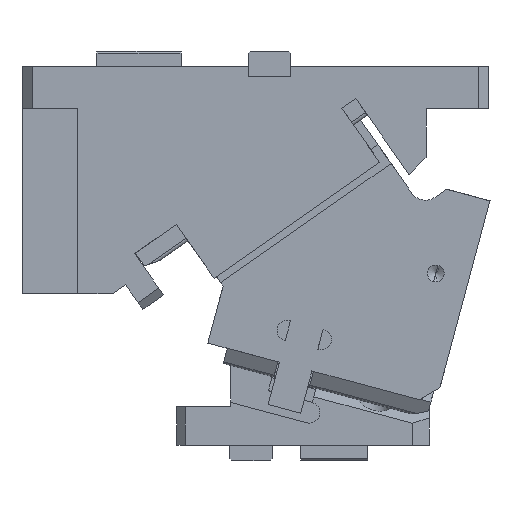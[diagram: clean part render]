
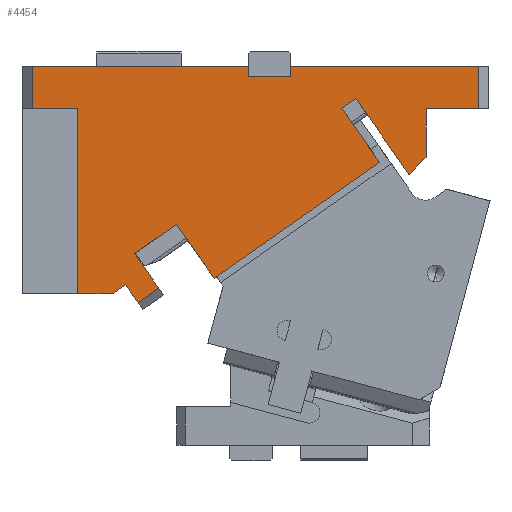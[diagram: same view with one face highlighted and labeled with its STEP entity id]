
A CAD part, front view. The second image highlights one B-rep face of the part: STEP entity #4454.
In plain terms, the highlighted planar face has unit normal (0, -1, 0).
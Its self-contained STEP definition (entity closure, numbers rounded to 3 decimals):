
#57=CARTESIAN_POINT('Line Origine',(-114.766,-42.5,-11.516)) ;
#61=CARTESIAN_POINT('Vertex',(-163.915,-42.5,-45.931)) ;
#63=CARTESIAN_POINT('Vertex',(-65.617,-42.5,22.898)) ;
#228=CARTESIAN_POINT('Line Origine',(-175.1,-42.5,-29.957)) ;
#232=CARTESIAN_POINT('Vertex',(-186.285,-42.5,-13.984)) ;
#494=CARTESIAN_POINT('Line Origine',(-198.699,-42.5,-22.676)) ;
#498=CARTESIAN_POINT('Vertex',(-211.113,-42.5,-31.369)) ;
#589=CARTESIAN_POINT('Vertex',(-79.639,-42.5,60.69)) ;
#592=CARTESIAN_POINT('Line Origine',(-83.813,-42.5,57.768)) ;
#596=CARTESIAN_POINT('Vertex',(-87.986,-42.5,54.845)) ;
#1515=CARTESIAN_POINT('Vertex',(-143.49,-42.5,73.72)) ;
#1518=CARTESIAN_POINT('Line Origine',(-130.99,-42.5,73.72)) ;
#1522=CARTESIAN_POINT('Vertex',(-118.49,-42.5,73.72)) ;
#1537=CARTESIAN_POINT('Line Origine',(-118.49,-42.5,76.72)) ;
#1541=CARTESIAN_POINT('Vertex',(-118.49,-42.5,79.72)) ;
#1561=CARTESIAN_POINT('Line Origine',(-62.74,-42.5,79.72)) ;
#1565=CARTESIAN_POINT('Vertex',(-6.99,-42.5,79.72)) ;
#1971=CARTESIAN_POINT('Vertex',(-37.99,-42.5,54.72)) ;
#1992=CARTESIAN_POINT('Vertex',(-6.99,-42.5,54.72)) ;
#1995=CARTESIAN_POINT('Line Origine',(-22.49,-42.5,54.72)) ;
#2072=CARTESIAN_POINT('Line Origine',(-37.99,-42.5,40.22)) ;
#2076=CARTESIAN_POINT('Vertex',(-37.99,-42.5,25.72)) ;
#2096=CARTESIAN_POINT('Line Origine',(-42.99,-42.5,20.72)) ;
#2100=CARTESIAN_POINT('Vertex',(-47.99,-42.5,15.72)) ;
#2120=CARTESIAN_POINT('Line Origine',(-48.07,-42.5,15.72)) ;
#2124=CARTESIAN_POINT('Vertex',(-48.151,-42.5,15.72)) ;
#2144=CARTESIAN_POINT('Line Origine',(-63.895,-42.5,38.205)) ;
#2930=CARTESIAN_POINT('Vertex',(-271.99,-42.5,54.72)) ;
#2933=CARTESIAN_POINT('Line Origine',(-271.99,-42.5,67.22)) ;
#2937=CARTESIAN_POINT('Vertex',(-271.99,-42.5,79.72)) ;
#3136=CARTESIAN_POINT('Vertex',(-244.99,-42.5,54.72)) ;
#3141=CARTESIAN_POINT('Line Origine',(-258.49,-42.5,54.72)) ;
#3212=CARTESIAN_POINT('Vertex',(-244.99,-42.5,-55.28)) ;
#3215=CARTESIAN_POINT('Line Origine',(-244.99,-42.5,-0.28)) ;
#3236=CARTESIAN_POINT('Vertex',(-196.774,-42.5,-51.848)) ;
#3241=CARTESIAN_POINT('Line Origine',(-202.917,-42.5,-56.15)) ;
#3245=CARTESIAN_POINT('Vertex',(-209.061,-42.5,-60.451)) ;
#3284=CARTESIAN_POINT('Line Origine',(-203.944,-42.5,-41.608)) ;
#3348=CARTESIAN_POINT('Vertex',(-216.518,-42.5,-49.802)) ;
#3351=CARTESIAN_POINT('Line Origine',(-212.789,-42.5,-55.127)) ;
#3365=CARTESIAN_POINT('Line Origine',(-220.429,-42.5,-52.541)) ;
#3369=CARTESIAN_POINT('Vertex',(-224.34,-42.5,-55.28)) ;
#3389=CARTESIAN_POINT('Line Origine',(-234.665,-42.5,-55.28)) ;
#3526=CARTESIAN_POINT('Line Origine',(-207.74,-42.5,79.72)) ;
#3530=CARTESIAN_POINT('Vertex',(-143.49,-42.5,79.72)) ;
#3722=CARTESIAN_POINT('Line Origine',(-143.49,-42.5,76.72)) ;
#4406=CARTESIAN_POINT('Line Origine',(-6.99,-42.5,67.22)) ;
#4418=CARTESIAN_POINT('Axis2P3D Location',(0.,-42.5,0.)) ;
#4423=CARTESIAN_POINT('Line Origine',(-76.802,-42.5,38.872)) ;
#58=DIRECTION('Vector Direction',(0.819,0.,0.574)) ;
#229=DIRECTION('Vector Direction',(0.574,0.,-0.819)) ;
#495=DIRECTION('Vector Direction',(0.819,0.,0.574)) ;
#593=DIRECTION('Vector Direction',(0.819,0.,0.574)) ;
#1519=DIRECTION('Vector Direction',(-1.,0.,0.)) ;
#1538=DIRECTION('Vector Direction',(0.,0.,1.)) ;
#1562=DIRECTION('Vector Direction',(-1.,0.,0.)) ;
#1996=DIRECTION('Vector Direction',(-1.,0.,0.)) ;
#2073=DIRECTION('Vector Direction',(0.,0.,-1.)) ;
#2097=DIRECTION('Vector Direction',(0.707,0.,0.707)) ;
#2121=DIRECTION('Vector Direction',(1.,0.,0.)) ;
#2145=DIRECTION('Vector Direction',(-0.574,0.,0.819)) ;
#2934=DIRECTION('Vector Direction',(0.,0.,-1.)) ;
#3142=DIRECTION('Vector Direction',(-1.,0.,0.)) ;
#3216=DIRECTION('Vector Direction',(0.,0.,1.)) ;
#3242=DIRECTION('Vector Direction',(0.819,0.,0.574)) ;
#3285=DIRECTION('Vector Direction',(0.574,0.,-0.819)) ;
#3352=DIRECTION('Vector Direction',(0.574,0.,-0.819)) ;
#3366=DIRECTION('Vector Direction',(0.819,0.,0.574)) ;
#3390=DIRECTION('Vector Direction',(1.,0.,0.)) ;
#3527=DIRECTION('Vector Direction',(-1.,0.,0.)) ;
#3723=DIRECTION('Vector Direction',(0.,0.,1.)) ;
#4407=DIRECTION('Vector Direction',(0.,0.,1.)) ;
#4419=DIRECTION('Axis2P3D Direction',(0.,1.,0.)) ;
#4420=DIRECTION('Axis2P3D XDirection',(0.,0.,1.)) ;
#4424=DIRECTION('Vector Direction',(-0.574,0.,0.819)) ;
#4421=AXIS2_PLACEMENT_3D('Plane Axis2P3D',#4418,#4419,#4420) ;
#4429=ORIENTED_EDGE('',*,*,#4410,.T.) ;
#4430=ORIENTED_EDGE('',*,*,#1567,.T.) ;
#4431=ORIENTED_EDGE('',*,*,#1543,.F.) ;
#4432=ORIENTED_EDGE('',*,*,#1524,.T.) ;
#4433=ORIENTED_EDGE('',*,*,#3726,.T.) ;
#4434=ORIENTED_EDGE('',*,*,#3532,.T.) ;
#4435=ORIENTED_EDGE('',*,*,#2939,.T.) ;
#4436=ORIENTED_EDGE('',*,*,#3145,.F.) ;
#4437=ORIENTED_EDGE('',*,*,#3219,.F.) ;
#4438=ORIENTED_EDGE('',*,*,#3393,.T.) ;
#4439=ORIENTED_EDGE('',*,*,#3371,.T.) ;
#4440=ORIENTED_EDGE('',*,*,#3355,.T.) ;
#4441=ORIENTED_EDGE('',*,*,#3247,.T.) ;
#4442=ORIENTED_EDGE('',*,*,#3288,.F.) ;
#4443=ORIENTED_EDGE('',*,*,#500,.T.) ;
#4444=ORIENTED_EDGE('',*,*,#234,.T.) ;
#4445=ORIENTED_EDGE('',*,*,#65,.T.) ;
#4446=ORIENTED_EDGE('',*,*,#4427,.T.) ;
#4447=ORIENTED_EDGE('',*,*,#598,.T.) ;
#4448=ORIENTED_EDGE('',*,*,#2148,.F.) ;
#4449=ORIENTED_EDGE('',*,*,#2126,.T.) ;
#4450=ORIENTED_EDGE('',*,*,#2102,.T.) ;
#4451=ORIENTED_EDGE('',*,*,#2078,.F.) ;
#4452=ORIENTED_EDGE('',*,*,#1999,.F.) ;
#59=VECTOR('Line Direction',#58,1.) ;
#230=VECTOR('Line Direction',#229,1.) ;
#496=VECTOR('Line Direction',#495,1.) ;
#594=VECTOR('Line Direction',#593,1.) ;
#1520=VECTOR('Line Direction',#1519,1.) ;
#1539=VECTOR('Line Direction',#1538,1.) ;
#1563=VECTOR('Line Direction',#1562,1.) ;
#1997=VECTOR('Line Direction',#1996,1.) ;
#2074=VECTOR('Line Direction',#2073,1.) ;
#2098=VECTOR('Line Direction',#2097,1.) ;
#2122=VECTOR('Line Direction',#2121,1.) ;
#2146=VECTOR('Line Direction',#2145,1.) ;
#2935=VECTOR('Line Direction',#2934,1.) ;
#3143=VECTOR('Line Direction',#3142,1.) ;
#3217=VECTOR('Line Direction',#3216,1.) ;
#3243=VECTOR('Line Direction',#3242,1.) ;
#3286=VECTOR('Line Direction',#3285,1.) ;
#3353=VECTOR('Line Direction',#3352,1.) ;
#3367=VECTOR('Line Direction',#3366,1.) ;
#3391=VECTOR('Line Direction',#3390,1.) ;
#3528=VECTOR('Line Direction',#3527,1.) ;
#3724=VECTOR('Line Direction',#3723,1.) ;
#4408=VECTOR('Line Direction',#4407,1.) ;
#4425=VECTOR('Line Direction',#4424,1.) ;
#4454=ADVANCED_FACE('CAM HOLDER',(#4453),#4422,.F.) ;
#65=EDGE_CURVE('',#62,#64,#60,.T.) ;
#234=EDGE_CURVE('',#233,#62,#231,.T.) ;
#500=EDGE_CURVE('',#499,#233,#497,.T.) ;
#598=EDGE_CURVE('',#597,#590,#595,.T.) ;
#1524=EDGE_CURVE('',#1523,#1516,#1521,.T.) ;
#1543=EDGE_CURVE('',#1523,#1542,#1540,.T.) ;
#1567=EDGE_CURVE('',#1566,#1542,#1564,.T.) ;
#1999=EDGE_CURVE('',#1993,#1972,#1998,.T.) ;
#2078=EDGE_CURVE('',#1972,#2077,#2075,.T.) ;
#2102=EDGE_CURVE('',#2101,#2077,#2099,.T.) ;
#2126=EDGE_CURVE('',#2125,#2101,#2123,.T.) ;
#2148=EDGE_CURVE('',#2125,#590,#2147,.T.) ;
#2939=EDGE_CURVE('',#2938,#2931,#2936,.T.) ;
#3145=EDGE_CURVE('',#3137,#2931,#3144,.T.) ;
#3219=EDGE_CURVE('',#3213,#3137,#3218,.T.) ;
#3247=EDGE_CURVE('',#3246,#3237,#3244,.T.) ;
#3288=EDGE_CURVE('',#499,#3237,#3287,.T.) ;
#3355=EDGE_CURVE('',#3349,#3246,#3354,.T.) ;
#3371=EDGE_CURVE('',#3370,#3349,#3368,.T.) ;
#3393=EDGE_CURVE('',#3213,#3370,#3392,.T.) ;
#3532=EDGE_CURVE('',#3531,#2938,#3529,.T.) ;
#3726=EDGE_CURVE('',#1516,#3531,#3725,.T.) ;
#4410=EDGE_CURVE('',#1993,#1566,#4409,.T.) ;
#4427=EDGE_CURVE('',#64,#597,#4426,.T.) ;
#4428=EDGE_LOOP('',(#4429,#4430,#4431,#4432,#4433,#4434,#4435,#4436,#4437,#4438,#4439,#4440,#4441,#4442,#4443,#4444,#4445,#4446,#4447,#4448,#4449,#4450,#4451,#4452)) ;
#4453=FACE_OUTER_BOUND('',#4428,.T.) ;
#60=LINE('Line',#57,#59) ;
#231=LINE('Line',#228,#230) ;
#497=LINE('Line',#494,#496) ;
#595=LINE('Line',#592,#594) ;
#1521=LINE('Line',#1518,#1520) ;
#1540=LINE('Line',#1537,#1539) ;
#1564=LINE('Line',#1561,#1563) ;
#1998=LINE('Line',#1995,#1997) ;
#2075=LINE('Line',#2072,#2074) ;
#2099=LINE('Line',#2096,#2098) ;
#2123=LINE('Line',#2120,#2122) ;
#2147=LINE('Line',#2144,#2146) ;
#2936=LINE('Line',#2933,#2935) ;
#3144=LINE('Line',#3141,#3143) ;
#3218=LINE('Line',#3215,#3217) ;
#3244=LINE('Line',#3241,#3243) ;
#3287=LINE('Line',#3284,#3286) ;
#3354=LINE('Line',#3351,#3353) ;
#3368=LINE('Line',#3365,#3367) ;
#3392=LINE('Line',#3389,#3391) ;
#3529=LINE('Line',#3526,#3528) ;
#3725=LINE('Line',#3722,#3724) ;
#4409=LINE('Line',#4406,#4408) ;
#4426=LINE('Line',#4423,#4425) ;
#4422=PLANE('Plane',#4421) ;
#62=VERTEX_POINT('',#61) ;
#64=VERTEX_POINT('',#63) ;
#233=VERTEX_POINT('',#232) ;
#499=VERTEX_POINT('',#498) ;
#590=VERTEX_POINT('',#589) ;
#597=VERTEX_POINT('',#596) ;
#1516=VERTEX_POINT('',#1515) ;
#1523=VERTEX_POINT('',#1522) ;
#1542=VERTEX_POINT('',#1541) ;
#1566=VERTEX_POINT('',#1565) ;
#1972=VERTEX_POINT('',#1971) ;
#1993=VERTEX_POINT('',#1992) ;
#2077=VERTEX_POINT('',#2076) ;
#2101=VERTEX_POINT('',#2100) ;
#2125=VERTEX_POINT('',#2124) ;
#2931=VERTEX_POINT('',#2930) ;
#2938=VERTEX_POINT('',#2937) ;
#3137=VERTEX_POINT('',#3136) ;
#3213=VERTEX_POINT('',#3212) ;
#3237=VERTEX_POINT('',#3236) ;
#3246=VERTEX_POINT('',#3245) ;
#3349=VERTEX_POINT('',#3348) ;
#3370=VERTEX_POINT('',#3369) ;
#3531=VERTEX_POINT('',#3530) ;
